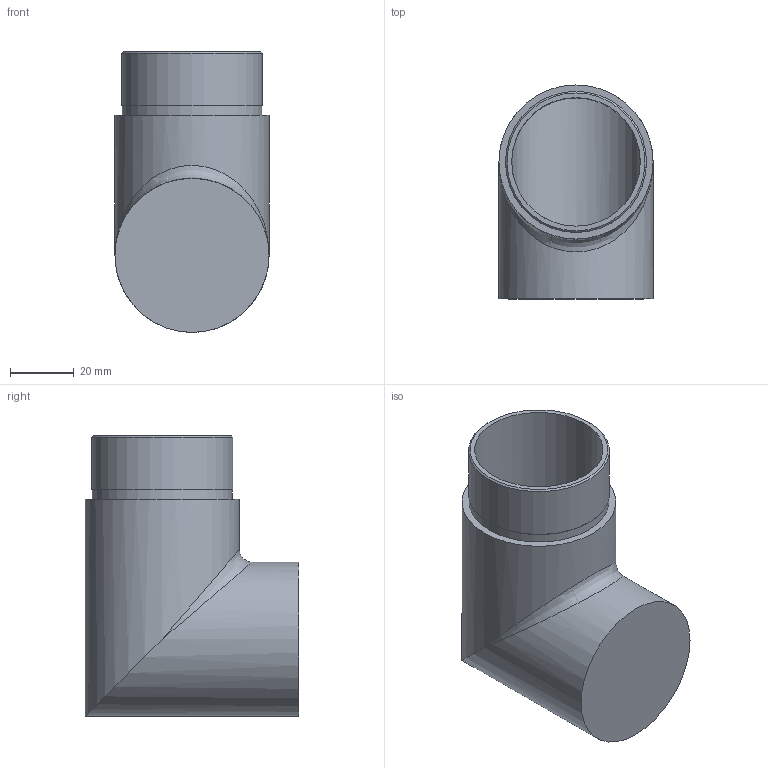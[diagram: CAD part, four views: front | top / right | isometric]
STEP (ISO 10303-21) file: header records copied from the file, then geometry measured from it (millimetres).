
FILE_DESCRIPTION (( 'STEP AP203' ), '1' );
FILE_NAME ('56224-320.step', '2020-03-05T11:44:48', ( '' ), ( '' ), 'SwSTEP 2.0', 'SolidWorks 2015', '' );
FILE_SCHEMA (( 'CONFIG_CONTROL_DESIGN' ));
Length unit declared in the file: millimetre
Products named in the file (2): 56224-320
Bounding box: 48.3 x 67 x 88 mm (x, y, z)
Volume: 57271.3 mm3; surface area: 32699.7 mm2
Topology: 1 solids, 1 shells, 243 faces, 647 edges, 430 vertices
Faces by surface type: bspline 107, plane 106, cylinder 29, cone 1
Full cylindrical faces by diameter (mm): 40.3 x2, 43.8 x1, 44.2 x1, 48.3 x2
Entity records: 12012 total; most frequent: CARTESIAN_POINT 6603, ORIENTED_EDGE 1268, DIRECTION 759, EDGE_CURVE 634, VERTEX_POINT 426, VECTOR 297, LINE 297, EDGE_LOOP 276
